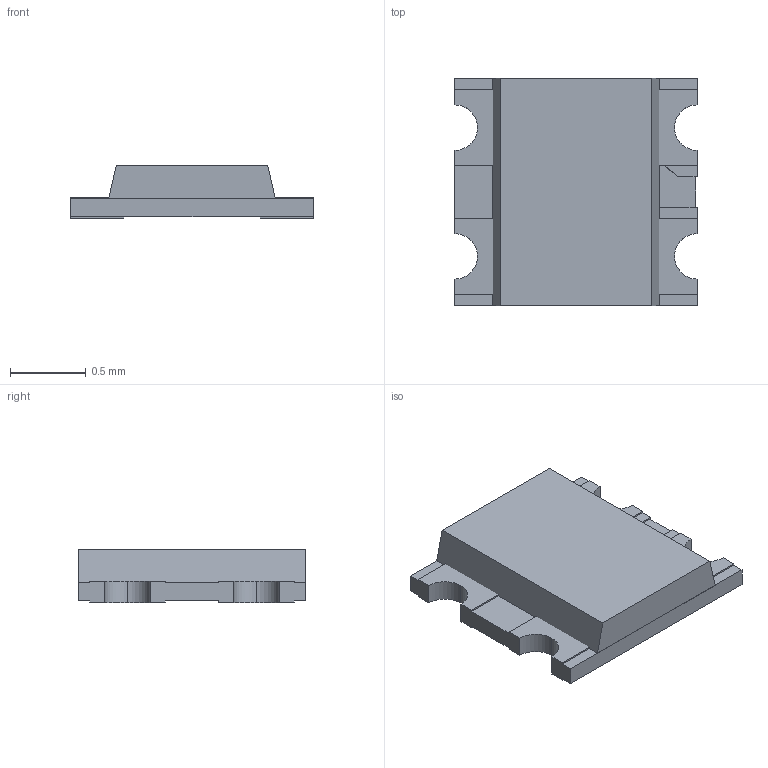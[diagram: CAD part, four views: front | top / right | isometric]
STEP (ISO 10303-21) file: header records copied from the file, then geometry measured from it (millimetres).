
FILE_DESCRIPTION (( 'STEP AP214' ), '1' );
FILE_NAME ('User Library-HSMF-C114.STEP', '2017-03-27T16:07:47', ( 'Windows User' ), ( '' ), 'SwSTEP 2.0', 'SolidWorks 2017', '' );
FILE_SCHEMA (( 'AUTOMOTIVE_DESIGN' ));
Length unit declared in the file: millimetre
Products named in the file (1): User Library-HSMF-C114
Bounding box: 1.6 x 1.5 x 0.35 mm (x, y, z)
Volume: 0.7 mm3; surface area: 10.2 mm2
Topology: 2 solids, 2 shells, 79 faces, 213 edges, 141 vertices
Faces by surface type: plane 73, cylinder 6
Entity records: 3215 total; most frequent: CARTESIAN_POINT 434, ORIENTED_EDGE 426, DIRECTION 385, EDGE_CURVE 213, VECTOR 201, LINE 201, VERTEX_POINT 141, AXIS2_PLACEMENT_3D 92
